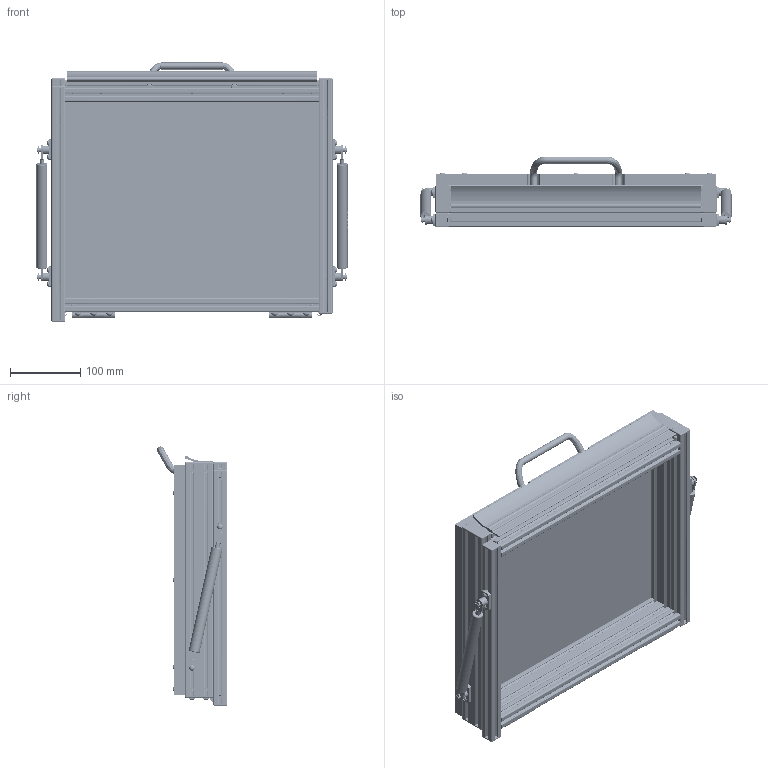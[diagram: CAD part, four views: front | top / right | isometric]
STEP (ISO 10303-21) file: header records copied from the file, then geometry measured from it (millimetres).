
FILE_DESCRIPTION (( 'STEP AP214' ), '1' );
FILE_NAME ('32247~0.STEP', '2019-07-08T13:24:53', ( '' ), ( '' ), 'SwSTEP 2.0', 'SolidWorks 2018', '' );
FILE_SCHEMA (( 'AUTOMOTIVE_DESIGN' ));
Length unit declared in the file: millimetre
Products named in the file (1): 32247~0
Bounding box: 442.5 x 100 x 368.43 mm (x, y, z)
Volume: 2869588.3 mm3; surface area: 1099546.2 mm2
Topology: 142 solids, 142 shells, 5618 faces, 14788 edges, 9414 vertices
Faces by surface type: plane 2873, cylinder 2177, bspline 204, cone 184, torus 132, sphere 48
Entity records: 253385 total; most frequent: CARTESIAN_POINT 49505, DIRECTION 29646, ORIENTED_EDGE 29568, EDGE_CURVE 14784, AXIS2_PLACEMENT_3D 10699, VERTEX_POINT 9414, VECTOR 8248, LINE 8248
